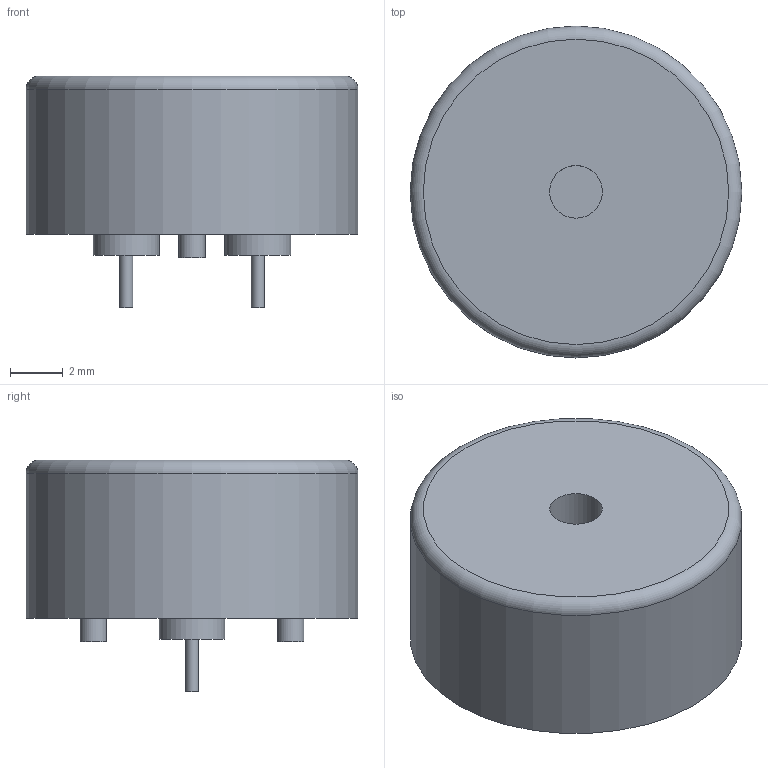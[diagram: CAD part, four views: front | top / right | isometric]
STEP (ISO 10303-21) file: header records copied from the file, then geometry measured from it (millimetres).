
FILE_DESCRIPTION(('FreeCAD Model'),'2;1');
FILE_NAME('Open CASCADE Shape Model','2020-12-08T19:12:57',('Author'),( ''),'Open CASCADE STEP processor 7.5','FreeCAD','Unknown');
FILE_SCHEMA(('AUTOMOTIVE_DESIGN { 1 0 10303 214 1 1 1 1 }'));
Length unit declared in the file: millimetre
Products named in the file (1): Body
Bounding box: 12.6 x 12.6 x 8.8 mm (x, y, z)
Volume: 746.7 mm3; surface area: 521.6 mm2
Topology: 1 solids, 1 shells, 18 faces, 26 edges, 17 vertices
Faces by surface type: plane 9, cylinder 8, torus 1
Full cylindrical faces by diameter (mm): 0.5 x2, 1 x2, 2 x1, 2.5 x2, 12.6 x1
Entity records: 772 total; most frequent: CARTESIAN_POINT 138, DIRECTION 130, ORIENTED_EDGE 52, PCURVE 52, DEFINITIONAL_REPRESENTATION 52, LINE 44, VECTOR 44, AXIS2_PLACEMENT_3D 37
